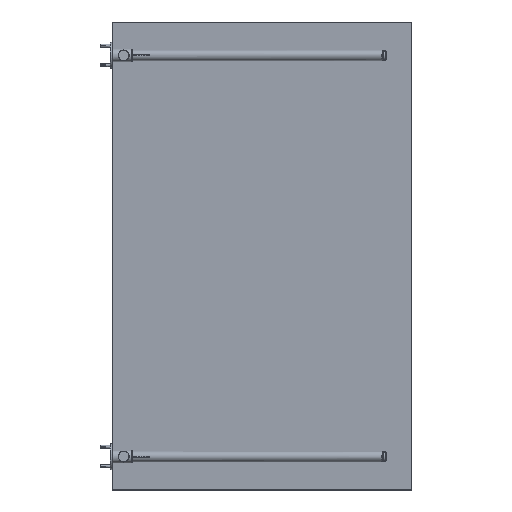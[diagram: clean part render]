
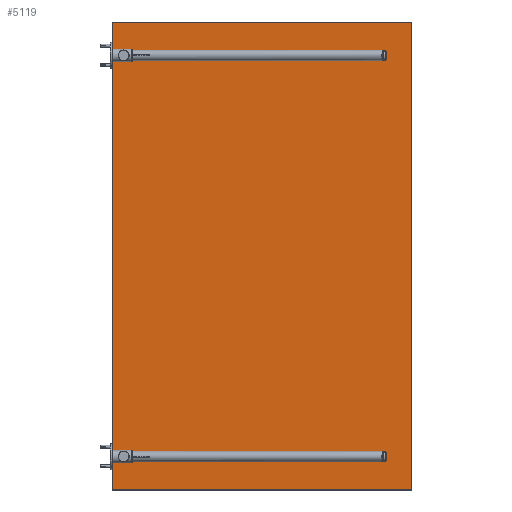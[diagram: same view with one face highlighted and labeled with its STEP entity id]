
A CAD part, front view. The second image highlights one B-rep face of the part: STEP entity #5119.
In plain terms, the highlighted face is planar.
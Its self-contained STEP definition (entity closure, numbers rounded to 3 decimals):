
#45 = EDGE_LOOP ( 'NONE', ( #1128, #5827, #9446, #3928 ) ) ;
#86 = CARTESIAN_POINT ( 'NONE',  ( -449., -5.38, -699. ) ) ;
#122 = DIRECTION ( 'NONE',  ( 0., 1., 0. ) ) ;
#208 = VERTEX_POINT ( 'NONE', #8418 ) ;
#246 = EDGE_CURVE ( 'NONE', #3480, #956, #1149, .T. ) ;
#321 = VERTEX_POINT ( 'NONE', #7389 ) ;
#434 = CIRCLE ( 'NONE', #7342, 7. ) ;
#594 = FACE_BOUND ( 'NONE', #3194, .T. ) ;
#912 = AXIS2_PLACEMENT_3D ( 'NONE', #2902, #10618, #11691 ) ;
#956 = VERTEX_POINT ( 'NONE', #7616 ) ;
#973 = ORIENTED_EDGE ( 'NONE', *, *, #12214, .T. ) ;
#1031 = CARTESIAN_POINT ( 'NONE',  ( 0., -5.38, 699. ) ) ;
#1128 = ORIENTED_EDGE ( 'NONE', *, *, #7949, .T. ) ;
#1149 = CIRCLE ( 'NONE', #6979, 7. ) ;
#1269 = ORIENTED_EDGE ( 'NONE', *, *, #4818, .T. ) ;
#1864 = ORIENTED_EDGE ( 'NONE', *, *, #246, .T. ) ;
#1996 = CARTESIAN_POINT ( 'NONE',  ( -220., -5.38, 600. ) ) ;
#2015 = VERTEX_POINT ( 'NONE', #7551 ) ;
#2027 = VERTEX_POINT ( 'NONE', #7465 ) ;
#2073 = AXIS2_PLACEMENT_3D ( 'NONE', #3968, #3028, #10913 ) ;
#2270 = LINE ( 'NONE', #1031, #2569 ) ;
#2283 = ORIENTED_EDGE ( 'NONE', *, *, #6512, .T. ) ;
#2402 = CARTESIAN_POINT ( 'NONE',  ( -449., -5.38, 699. ) ) ;
#2413 = AXIS2_PLACEMENT_3D ( 'NONE', #10411, #3520, #11406 ) ;
#2433 = DIRECTION ( 'NONE',  ( 0., 0., 1. ) ) ;
#2569 = VECTOR ( 'NONE', #9652, 1000. ) ;
#2825 = CIRCLE ( 'NONE', #7421, 7. ) ;
#2902 = CARTESIAN_POINT ( 'NONE',  ( -220., -5.38, -600. ) ) ;
#2915 = LINE ( 'NONE', #6403, #11402 ) ;
#2934 = VERTEX_POINT ( 'NONE', #12497 ) ;
#2945 = EDGE_LOOP ( 'NONE', ( #973, #5561 ) ) ;
#2978 = ORIENTED_EDGE ( 'NONE', *, *, #12043, .T. ) ;
#3028 = DIRECTION ( 'NONE',  ( 0., 1., 0. ) ) ;
#3194 = EDGE_LOOP ( 'NONE', ( #1269, #3919 ) ) ;
#3480 = VERTEX_POINT ( 'NONE', #4847 ) ;
#3484 = VECTOR ( 'NONE', #4195, 1000. ) ;
#3520 = DIRECTION ( 'NONE',  ( 0., 1., 0. ) ) ;
#3540 = PLANE ( 'NONE',  #7458 ) ;
#3919 = ORIENTED_EDGE ( 'NONE', *, *, #9484, .T. ) ;
#3928 = ORIENTED_EDGE ( 'NONE', *, *, #8637, .T. ) ;
#3968 = CARTESIAN_POINT ( 'NONE',  ( 280., -5.38, -600. ) ) ;
#3976 = DIRECTION ( 'NONE',  ( 0., 0., 1. ) ) ;
#4085 = LINE ( 'NONE', #7246, #3484 ) ;
#4195 = DIRECTION ( 'NONE',  ( 0., 0., 1. ) ) ;
#4425 = DIRECTION ( 'NONE',  ( 0., 1., 0. ) ) ;
#4443 = DIRECTION ( 'NONE',  ( 0., 1., 0. ) ) ;
#4471 = CARTESIAN_POINT ( 'NONE',  ( 280., -5.38, -600. ) ) ;
#4818 = EDGE_CURVE ( 'NONE', #7715, #6500, #434, .T. ) ;
#4847 = CARTESIAN_POINT ( 'NONE',  ( 280., -5.38, -593. ) ) ;
#4952 = AXIS2_PLACEMENT_3D ( 'NONE', #6220, #5280, #2433 ) ;
#5119 = ADVANCED_FACE ( 'NONE', ( #594, #10785, #9692, #12014, #9380 ), #3540, .F. ) ;
#5121 = DIRECTION ( 'NONE',  ( 0., 0., 1. ) ) ;
#5144 = EDGE_CURVE ( 'NONE', #11170, #10244, #2915, .T. ) ;
#5280 = DIRECTION ( 'NONE',  ( 0., 1., 0. ) ) ;
#5561 = ORIENTED_EDGE ( 'NONE', *, *, #10948, .T. ) ;
#5799 = EDGE_CURVE ( 'NONE', #7791, #2934, #10297, .T. ) ;
#5827 = ORIENTED_EDGE ( 'NONE', *, *, #6547, .T. ) ;
#5869 = CIRCLE ( 'NONE', #9077, 7. ) ;
#6070 = DIRECTION ( 'NONE',  ( 0., 0., 1. ) ) ;
#6073 = EDGE_LOOP ( 'NONE', ( #2978, #11699 ) ) ;
#6108 = CARTESIAN_POINT ( 'NONE',  ( 0., -5.38, -699. ) ) ;
#6220 = CARTESIAN_POINT ( 'NONE',  ( 280., -5.38, 600. ) ) ;
#6403 = CARTESIAN_POINT ( 'NONE',  ( -449., -5.38, 0. ) ) ;
#6500 = VERTEX_POINT ( 'NONE', #8646 ) ;
#6512 = EDGE_CURVE ( 'NONE', #956, #3480, #7803, .T. ) ;
#6547 = EDGE_CURVE ( 'NONE', #2015, #11170, #2270, .T. ) ;
#6979 = AXIS2_PLACEMENT_3D ( 'NONE', #4471, #4425, #9334 ) ;
#7246 = CARTESIAN_POINT ( 'NONE',  ( 449., -5.38, 0. ) ) ;
#7342 = AXIS2_PLACEMENT_3D ( 'NONE', #8093, #9919, #3976 ) ;
#7389 = CARTESIAN_POINT ( 'NONE',  ( 449., -5.38, -699. ) ) ;
#7421 = AXIS2_PLACEMENT_3D ( 'NONE', #10041, #122, #5121 ) ;
#7458 = AXIS2_PLACEMENT_3D ( 'NONE', #12379, #4443, #7540 ) ;
#7465 = CARTESIAN_POINT ( 'NONE',  ( -220., -5.38, 593. ) ) ;
#7540 = DIRECTION ( 'NONE',  ( 0., 0., 1. ) ) ;
#7551 = CARTESIAN_POINT ( 'NONE',  ( 449., -5.38, 699. ) ) ;
#7616 = CARTESIAN_POINT ( 'NONE',  ( 280., -5.38, -607. ) ) ;
#7715 = VERTEX_POINT ( 'NONE', #12614 ) ;
#7791 = VERTEX_POINT ( 'NONE', #11960 ) ;
#7803 = CIRCLE ( 'NONE', #2073, 7. ) ;
#7949 = EDGE_CURVE ( 'NONE', #321, #2015, #4085, .T. ) ;
#8093 = CARTESIAN_POINT ( 'NONE',  ( 280., -5.38, 600. ) ) ;
#8418 = CARTESIAN_POINT ( 'NONE',  ( -220., -5.38, 607. ) ) ;
#8548 = LINE ( 'NONE', #6108, #9792 ) ;
#8637 = EDGE_CURVE ( 'NONE', #10244, #321, #8548, .T. ) ;
#8646 = CARTESIAN_POINT ( 'NONE',  ( 280., -5.38, 607. ) ) ;
#9077 = AXIS2_PLACEMENT_3D ( 'NONE', #1996, #9920, #6070 ) ;
#9334 = DIRECTION ( 'NONE',  ( 0., 0., 1. ) ) ;
#9380 = FACE_OUTER_BOUND ( 'NONE', #45, .T. ) ;
#9446 = ORIENTED_EDGE ( 'NONE', *, *, #5144, .T. ) ;
#9484 = EDGE_CURVE ( 'NONE', #6500, #7715, #11030, .T. ) ;
#9652 = DIRECTION ( 'NONE',  ( -1., 0., 0. ) ) ;
#9692 = FACE_BOUND ( 'NONE', #6073, .T. ) ;
#9792 = VECTOR ( 'NONE', #11899, 1000. ) ;
#9919 = DIRECTION ( 'NONE',  ( 0., 1., 0. ) ) ;
#9920 = DIRECTION ( 'NONE',  ( 0., 1., 0. ) ) ;
#10041 = CARTESIAN_POINT ( 'NONE',  ( -220., -5.38, 600. ) ) ;
#10244 = VERTEX_POINT ( 'NONE', #86 ) ;
#10297 = CIRCLE ( 'NONE', #2413, 7. ) ;
#10411 = CARTESIAN_POINT ( 'NONE',  ( -220., -5.38, -600. ) ) ;
#10618 = DIRECTION ( 'NONE',  ( 0., 1., 0. ) ) ;
#10785 = FACE_BOUND ( 'NONE', #2945, .T. ) ;
#10913 = DIRECTION ( 'NONE',  ( 0., 0., 1. ) ) ;
#10948 = EDGE_CURVE ( 'NONE', #208, #2027, #2825, .T. ) ;
#11030 = CIRCLE ( 'NONE', #4952, 7. ) ;
#11170 = VERTEX_POINT ( 'NONE', #2402 ) ;
#11402 = VECTOR ( 'NONE', #11465, 1000. ) ;
#11406 = DIRECTION ( 'NONE',  ( 0., 0., 1. ) ) ;
#11465 = DIRECTION ( 'NONE',  ( 0., 0., -1. ) ) ;
#11691 = DIRECTION ( 'NONE',  ( 0., 0., 1. ) ) ;
#11699 = ORIENTED_EDGE ( 'NONE', *, *, #5799, .T. ) ;
#11761 = CIRCLE ( 'NONE', #912, 7. ) ;
#11899 = DIRECTION ( 'NONE',  ( 1., 0., 0. ) ) ;
#11960 = CARTESIAN_POINT ( 'NONE',  ( -220., -5.38, -593. ) ) ;
#12014 = FACE_BOUND ( 'NONE', #12114, .T. ) ;
#12043 = EDGE_CURVE ( 'NONE', #2934, #7791, #11761, .T. ) ;
#12114 = EDGE_LOOP ( 'NONE', ( #2283, #1864 ) ) ;
#12214 = EDGE_CURVE ( 'NONE', #2027, #208, #5869, .T. ) ;
#12379 = CARTESIAN_POINT ( 'NONE',  ( 0., -5.38, 0. ) ) ;
#12497 = CARTESIAN_POINT ( 'NONE',  ( -220., -5.38, -607. ) ) ;
#12614 = CARTESIAN_POINT ( 'NONE',  ( 280., -5.38, 593. ) ) ;
